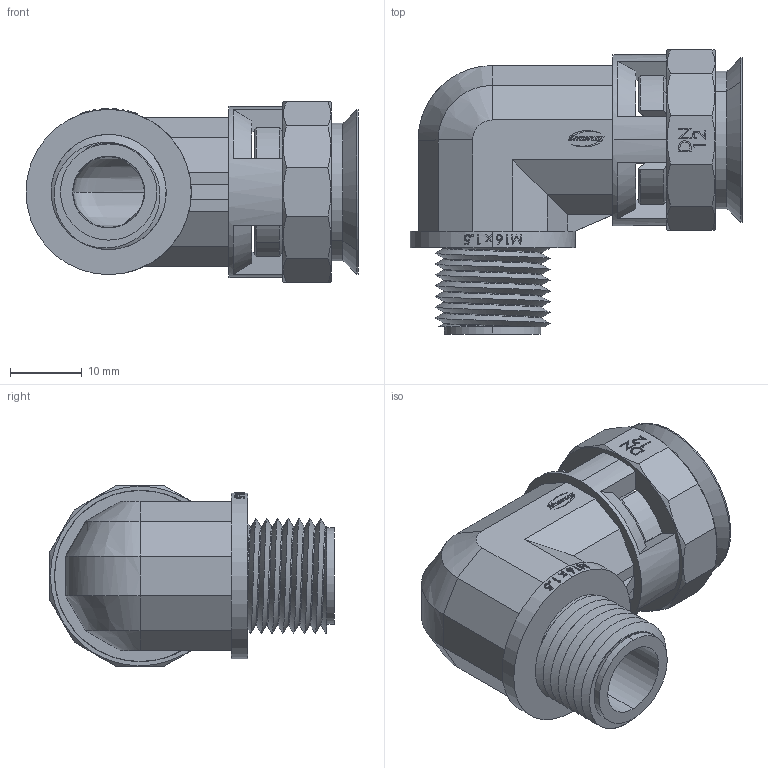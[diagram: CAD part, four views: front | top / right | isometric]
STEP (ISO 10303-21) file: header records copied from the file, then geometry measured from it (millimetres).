
FILE_DESCRIPTION (( 'STEP AP203' ), '1' );
FILE_NAME ('(NEC-12M16-)_I3040_0004_02_0.STEP', '2012-06-19T08:26:56', ( 'Llorenç' ), ( '' ), 'SwSTEP 2.0', 'SolidWorks 2007', '' );
FILE_SCHEMA (( 'CONFIG_CONTROL_DESIGN' ));
Length unit declared in the file: millimetre
Products named in the file (1): (NEC-12M16-)_I3040_0004_02_0
Bounding box: 46.2 x 39.56 x 25.11 mm (x, y, z)
Volume: 12504 mm3; surface area: 9047.2 mm2
Topology: 3 solids, 3 shells, 390 faces, 1048 edges, 683 vertices
Faces by surface type: plane 229, bspline 72, cylinder 51, cone 38
Entity records: 17692 total; most frequent: CARTESIAN_POINT 8458, ORIENTED_EDGE 2096, DIRECTION 1572, EDGE_CURVE 1048, VERTEX_POINT 683, VECTOR 594, LINE 594, AXIS2_PLACEMENT_3D 489
